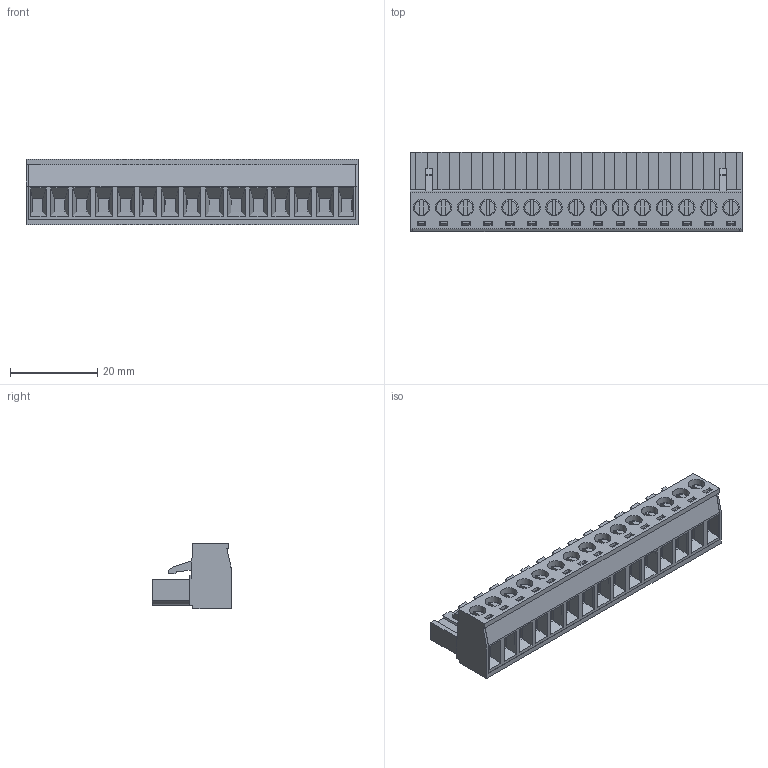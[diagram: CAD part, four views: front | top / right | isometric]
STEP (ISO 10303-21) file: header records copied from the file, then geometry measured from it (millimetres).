
FILE_DESCRIPTION(/* description */ ('Unknown'),/* implementation_level */ '2;1');
FILE_NAME(/* name */ '691351500015',/* time_stamp */ '2021-01-04T16:13:06+01:00',/* author */ ('Unknown'),/* organization */ ('Unknown'),/* preprocessor_version */ 'ST-DEVELOPER v16.7',/* originating_system */ 'DEX',/* authorisation */ $);
FILE_SCHEMA (('AUTOMOTIVE_DESIGN {1 0 10303 214 3 1 1}'));
Length unit declared in the file: millimetre
Products named in the file (6): 6913515000xx; 691351500015; 6913515000xx_CAGE; 6913515000xx_PIN; 6913515000xx_VIS; 691351500015_CAPOT
Assembly tree (47 placements, depth 2):
  6913515000xx
    691351500015
    6913515000xx_CAGE  x15
    6913515000xx_PIN  x15
    6913515000xx_VIS  x15
    691351500015_CAPOT
Bounding box: 76.3 x 18.2 x 15.1 mm (x, y, z)
Volume: 8576.8 mm3; surface area: 23162.5 mm2
Topology: 47 solids, 47 shells, 3470 faces, 9424 edges, 6152 vertices
Faces by surface type: plane 2560, cylinder 835, torus 45, cone 30
Full cylindrical faces by diameter (mm): 1.6 x15, 2.2 x15, 2.5 x15, 2.9 x15, 2.95 x15, 3 x15, 3.8 x30
Entity records: 54082 total; most frequent: CARTESIAN_POINT 9475, ORIENTED_EDGE 9210, DIRECTION 8606, EDGE_CURVE 4605, LINE 4172, VECTOR 4172, VERTEX_POINT 3038, AXIS2_PLACEMENT_3D 2217
